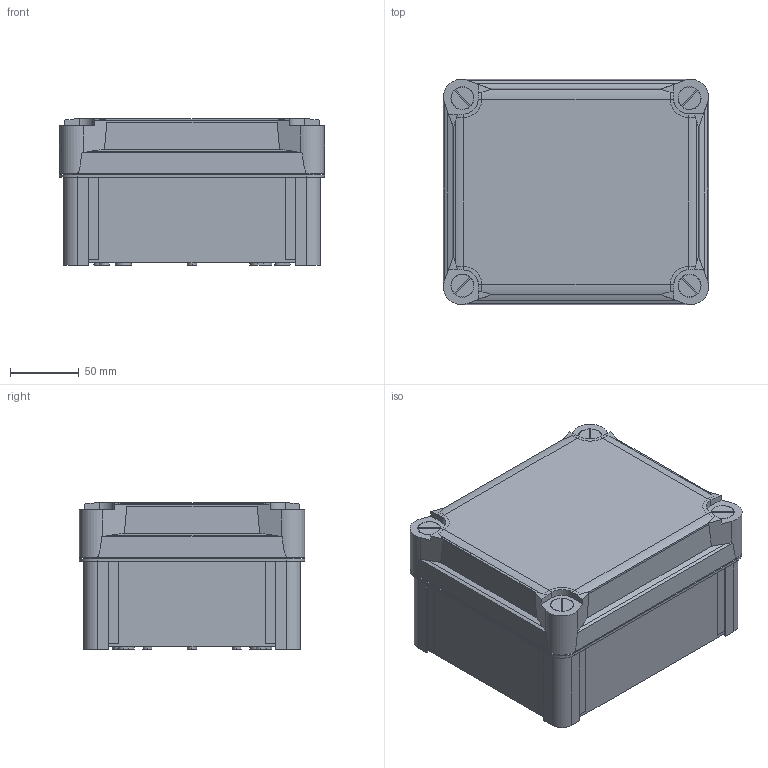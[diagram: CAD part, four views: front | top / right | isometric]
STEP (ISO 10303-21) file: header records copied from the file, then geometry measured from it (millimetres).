
FILE_DESCRIPTION(('STEP AP242'),'1');
FILE_NAME('box_nsytbp191610h.stp','2019-09-03T14:06:25',('TraceParts'),('TraceParts S.A.'),'Spatial InterOp 3D',' ',' ');
FILE_SCHEMA(('AP242_MANAGED_MODEL_BASED_3D_ENGINEERING_MIM_LF {1 0 10303 442 1 1 4}'));
Length unit declared in the file: millimetre
Products named in the file (1): box_nsytbp191610h_1
Bounding box: 193 x 164 x 107 mm (x, y, z)
Volume: 385303.8 mm3; surface area: 314550.6 mm2
Topology: 2 solids, 10 shells, 1241 faces, 3216 edges, 2092 vertices
Faces by surface type: plane 509, cylinder 376, cone 220, torus 136
Entity records: 50290 total; most frequent: CARTESIAN_POINT 9083, DIRECTION 6962, ORIENTED_EDGE 6352, EDGE_CURVE 3176, AXIS2_PLACEMENT_3D 2751, VERTEX_POINT 2092, LINE 1460, VECTOR 1460
